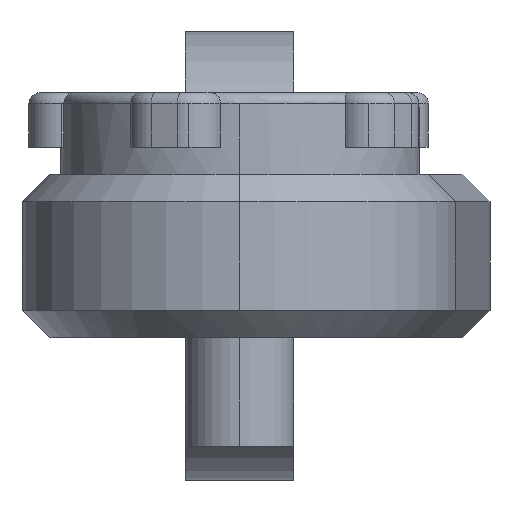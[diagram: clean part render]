
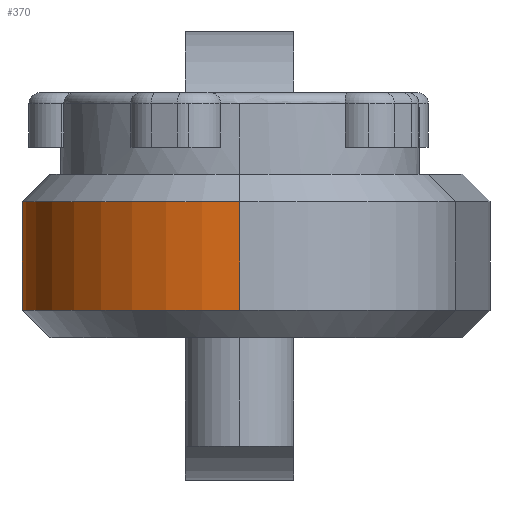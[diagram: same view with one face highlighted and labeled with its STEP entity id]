
A CAD part, left-side view. The second image highlights one B-rep face of the part: STEP entity #370.
In plain terms, the highlighted cylindrical face has radius 20 mm (diameter 40 mm), a partial arc.
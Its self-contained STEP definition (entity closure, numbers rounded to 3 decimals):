
#17 = EDGE_LOOP ( 'NONE', ( #1909, #2474, #1252, #593 ) ) ;
#40 = CARTESIAN_POINT ( 'NONE',  ( -105., 0., 5. ) ) ;
#102 = VERTEX_POINT ( 'NONE', #2680 ) ;
#125 = DIRECTION ( 'NONE',  ( 1., 0., 0. ) ) ;
#239 = DIRECTION ( 'NONE',  ( -1., 0., 0. ) ) ;
#275 = DIRECTION ( 'NONE',  ( 0., 0., 1. ) ) ;
#304 = CARTESIAN_POINT ( 'NONE',  ( -85., 0., -5. ) ) ;
#370 = ADVANCED_FACE ( 'NONE', ( #1750 ), #1538, .T. ) ;
#459 = EDGE_CURVE ( 'NONE', #2325, #835, #2677, .T. ) ;
#593 = ORIENTED_EDGE ( 'NONE', *, *, #2011, .T. ) ;
#642 = VECTOR ( 'NONE', #1394, 1000. ) ;
#682 = CARTESIAN_POINT ( 'NONE',  ( -81.872, 19.754, -5. ) ) ;
#835 = VERTEX_POINT ( 'NONE', #1546 ) ;
#1176 = AXIS2_PLACEMENT_3D ( 'NONE', #304, #275, #125 ) ;
#1252 = ORIENTED_EDGE ( 'NONE', *, *, #1479, .T. ) ;
#1261 = CIRCLE ( 'NONE', #1176, 20. ) ;
#1367 = VERTEX_POINT ( 'NONE', #682 ) ;
#1394 = DIRECTION ( 'NONE',  ( 0., 0., -1. ) ) ;
#1407 = CARTESIAN_POINT ( 'NONE',  ( -105., 0., 7.5 ) ) ;
#1479 = EDGE_CURVE ( 'NONE', #102, #1367, #2200, .T. ) ;
#1538 = CYLINDRICAL_SURFACE ( 'NONE', #2409, 20. ) ;
#1546 = CARTESIAN_POINT ( 'NONE',  ( -105., 0., -5. ) ) ;
#1750 = FACE_OUTER_BOUND ( 'NONE', #17, .T. ) ;
#1799 = DIRECTION ( 'NONE',  ( 1., 0., 0. ) ) ;
#1906 = EDGE_CURVE ( 'NONE', #2325, #102, #2373, .T. ) ;
#1909 = ORIENTED_EDGE ( 'NONE', *, *, #459, .F. ) ;
#2011 = EDGE_CURVE ( 'NONE', #1367, #835, #1261, .T. ) ;
#2059 = DIRECTION ( 'NONE',  ( 0., 0., -1. ) ) ;
#2109 = AXIS2_PLACEMENT_3D ( 'NONE', #2623, #2059, #1799 ) ;
#2172 = DIRECTION ( 'NONE',  ( 0., 0., -1. ) ) ;
#2200 = LINE ( 'NONE', #2213, #642 ) ;
#2213 = CARTESIAN_POINT ( 'NONE',  ( -81.872, 19.754, 7.5 ) ) ;
#2252 = DIRECTION ( 'NONE',  ( 0., 0., -1. ) ) ;
#2325 = VERTEX_POINT ( 'NONE', #40 ) ;
#2373 = CIRCLE ( 'NONE', #2109, 20. ) ;
#2380 = CARTESIAN_POINT ( 'NONE',  ( -85., 0., 7.5 ) ) ;
#2409 = AXIS2_PLACEMENT_3D ( 'NONE', #2380, #2172, #239 ) ;
#2474 = ORIENTED_EDGE ( 'NONE', *, *, #1906, .T. ) ;
#2623 = CARTESIAN_POINT ( 'NONE',  ( -85., 0., 5. ) ) ;
#2677 = LINE ( 'NONE', #1407, #2767 ) ;
#2680 = CARTESIAN_POINT ( 'NONE',  ( -81.872, 19.754, 5. ) ) ;
#2767 = VECTOR ( 'NONE', #2252, 1000. ) ;
